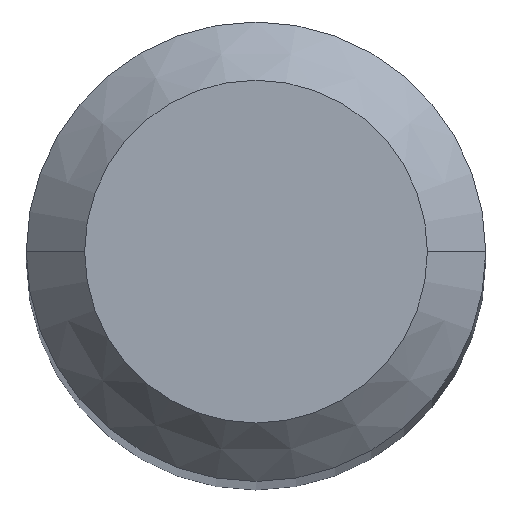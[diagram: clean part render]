
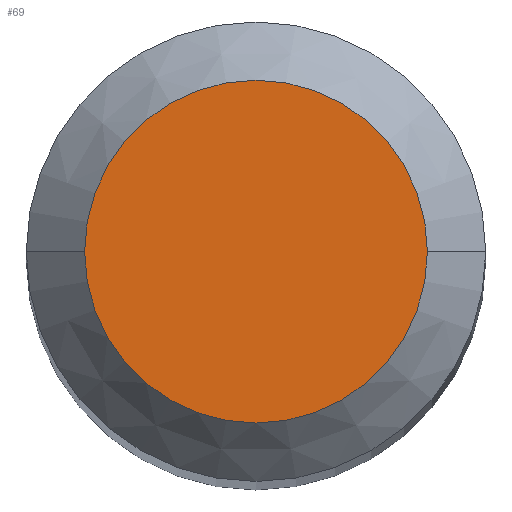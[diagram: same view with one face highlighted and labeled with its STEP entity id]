
A CAD part, top view. The second image highlights one B-rep face of the part: STEP entity #69.
In plain terms, the highlighted planar face has unit normal (0, 0, 1).
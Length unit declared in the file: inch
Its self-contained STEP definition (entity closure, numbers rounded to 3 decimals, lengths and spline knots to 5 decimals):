
#10 = CARTESIAN_POINT ( 'NONE',  ( 0.04405, 0., 0. ) ) ;
#15 = CARTESIAN_POINT ( 'NONE',  ( 0., 0., 0. ) ) ;
#18 = DIRECTION ( 'NONE',  ( 1., 0., 0. ) ) ;
#25 = EDGE_CURVE ( 'NONE', #251, #466, #276, .T. ) ;
#55 = PLANE ( 'NONE',  #103 ) ;
#69 = ADVANCED_FACE ( 'NONE', ( #376 ), #55, .F. ) ;
#79 = AXIS2_PLACEMENT_3D ( 'NONE', #15, #279, #239 ) ;
#88 = EDGE_CURVE ( 'NONE', #466, #251, #186, .T. ) ;
#90 = CARTESIAN_POINT ( 'NONE',  ( -0.04405, 0., 0. ) ) ;
#93 = DIRECTION ( 'NONE',  ( 0., 0., 1. ) ) ;
#103 = AXIS2_PLACEMENT_3D ( 'NONE', #314, #405, #453 ) ;
#137 = ORIENTED_EDGE ( 'NONE', *, *, #25, .T. ) ;
#143 = ORIENTED_EDGE ( 'NONE', *, *, #88, .T. ) ;
#179 = EDGE_LOOP ( 'NONE', ( #143, #137 ) ) ;
#186 = CIRCLE ( 'NONE', #79, 0.04405 ) ;
#239 = DIRECTION ( 'NONE',  ( 1., 0., 0. ) ) ;
#251 = VERTEX_POINT ( 'NONE', #10 ) ;
#276 = CIRCLE ( 'NONE', #392, 0.04405 ) ;
#279 = DIRECTION ( 'NONE',  ( 0., 0., 1. ) ) ;
#314 = CARTESIAN_POINT ( 'NONE',  ( 0., 0.04405, 0. ) ) ;
#365 = CARTESIAN_POINT ( 'NONE',  ( 0., 0., 0. ) ) ;
#376 = FACE_OUTER_BOUND ( 'NONE', #179, .T. ) ;
#392 = AXIS2_PLACEMENT_3D ( 'NONE', #365, #93, #18 ) ;
#405 = DIRECTION ( 'NONE',  ( 0., 0., -1. ) ) ;
#453 = DIRECTION ( 'NONE',  ( -1., 0., 0. ) ) ;
#466 = VERTEX_POINT ( 'NONE', #90 ) ;
